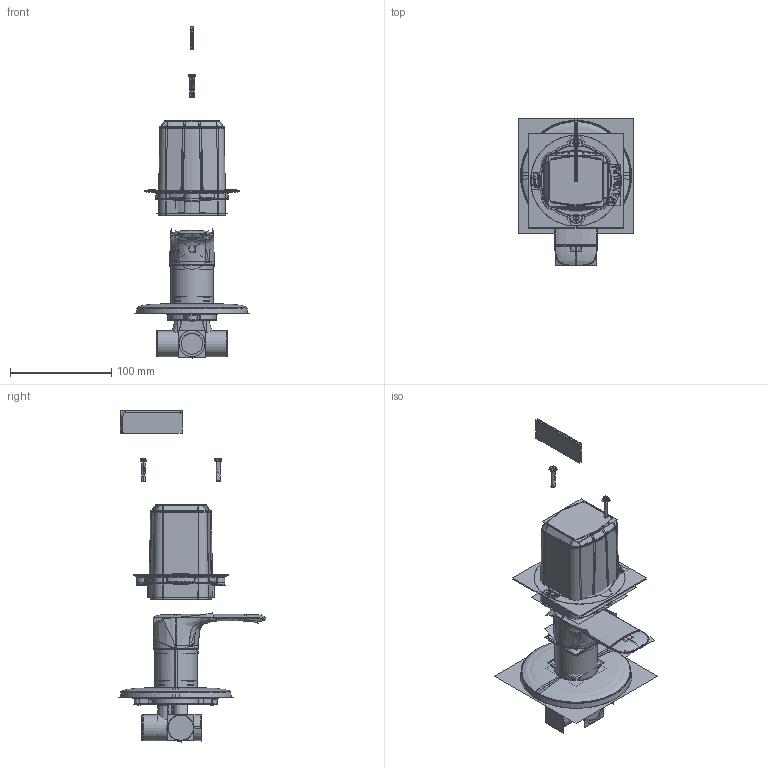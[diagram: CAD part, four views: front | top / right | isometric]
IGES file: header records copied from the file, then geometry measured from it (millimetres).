
Start section:  PTC IGES file: ffas1m36-709500bf0_asm.igs
Global section: file name: ffas1m36-709500bf0_asm.igs; native system: Creo Parametric by PTC Inc.; preprocessor: 2019224; author: 10114290; organization: Unknown; date: 20221018.172108; units: millimetre
Bounding box: 114.4 x 146.52 x 328.69 mm (x, y, z)
Surface area: 1123463.4 mm2 (no closed solid volume)
Topology: 0 solids, 0 shells, 2542 faces, 37411 edges, 48878 vertices
Faces by surface type: revolution 1242, bspline 1112, extrusion 188
